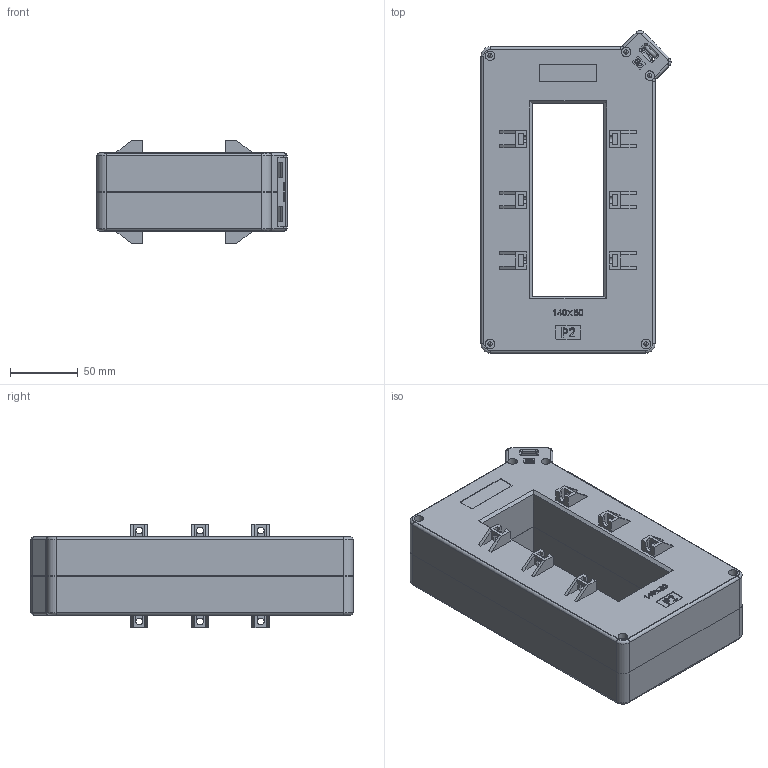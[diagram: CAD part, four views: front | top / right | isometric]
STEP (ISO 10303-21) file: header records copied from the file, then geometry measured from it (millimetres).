
FILE_DESCRIPTION (( 'STEP AP203' ), '1' );
FILE_NAME ('装配体140-50.STEP', '2025-06-17T14:08:57', ( '微软用户' ), ( '微软中国' ), 'SwSTEP 2.0', 'SolidWorks 2020', '' );
FILE_SCHEMA (( 'CONFIG_CONTROL_DESIGN' ));
Length unit declared in the file: millimetre
Products named in the file (9): 猾裔6; 縐諶; 諉盄啣-1; cross recessed pan head tapping screws gb_GB_CROSS_SCREWS_TYPE128 ST2.9X13 H C-N; 諉盄蹟佪3_ISO 7045 - M5 x 6 - Z --- 6S; 140-50-P2; 140-50-P1; 蚾饜极140-50; 肣И璃5x10陔-1
Assembly tree (15 placements, depth 2):
  蚾饜极140-50
    140-50-P1
    140-50-P2
    肣И璃5x10陔-1  x2
    諉盄啣-1  x2
    諉盄蹟佪3_ISO 7045 - M5 x 6 - Z --- 6S  x2
    縐諶
    猾裔6
    cross recessed pan head tapping screws gb_GB_CROSS_SCREWS_TYPE128 ST2.9X13 H C-N  x5
Bounding box: 140.78 x 238.78 x 76.4 mm (x, y, z)
Volume: 299652.1 mm3; surface area: 241039.2 mm2
Topology: 15 solids, 15 shells, 1421 faces, 3837 edges, 2478 vertices
Faces by surface type: plane 886, cylinder 320, bspline 120, torus 65, cone 16, sphere 14
Entity records: 47408 total; most frequent: CARTESIAN_POINT 14853, ORIENTED_EDGE 6802, DIRECTION 6101, EDGE_CURVE 3401, VECTOR 2437, LINE 2437, VERTEX_POINT 2210, AXIS2_PLACEMENT_3D 1832
